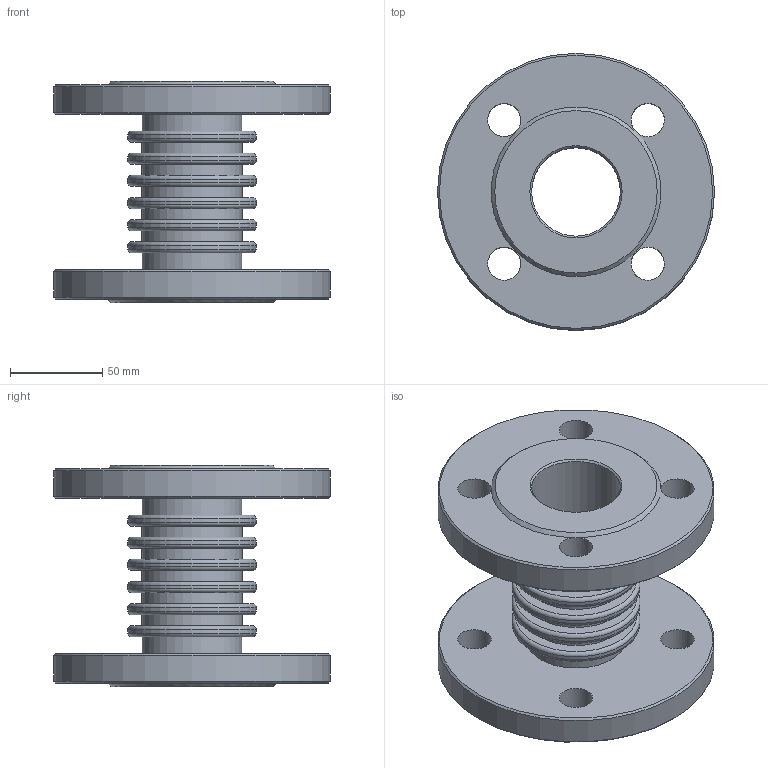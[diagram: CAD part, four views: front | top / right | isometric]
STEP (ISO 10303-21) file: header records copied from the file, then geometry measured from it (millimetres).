
FILE_DESCRIPTION(/* description */ (''),/* implementation_level */ '2;1');
FILE_NAME(/* name */ 'DN40_3D_STEP.stp',/* time_stamp */ '2024-01-27T17:21:09+03:00',/* author */ ('igorr'),/* organization */ (''),/* preprocessor_version */ 'ST-DEVELOPER v19.2',/* originating_system */ 'Autodesk Inventor 2023',/* authorisation */ '');
FILE_SCHEMA (('AUTOMOTIVE_DESIGN { 1 0 10303 214 3 1 1 }'));
Length unit declared in the file: millimetre
Products named in the file (1): Деталь1
Bounding box: 150 x 150 x 120 mm (x, y, z)
Volume: 585023.4 mm3; surface area: 129617.7 mm2
Topology: 1 solids, 1 shells, 62 faces, 146 edges, 94 vertices
Faces by surface type: cylinder 24, plane 18, torus 12, cone 8
Full cylindrical faces by diameter (mm): 18 x8, 48 x1, 54 x2, 54.233 x5, 69.505 x6, 150 x2
Entity records: 1994 total; most frequent: DIRECTION 386, CARTESIAN_POINT 303, ORIENTED_EDGE 292, AXIS2_PLACEMENT_3D 177, EDGE_CURVE 146, CIRCLE 114, VERTEX_POINT 94, EDGE_LOOP 88
